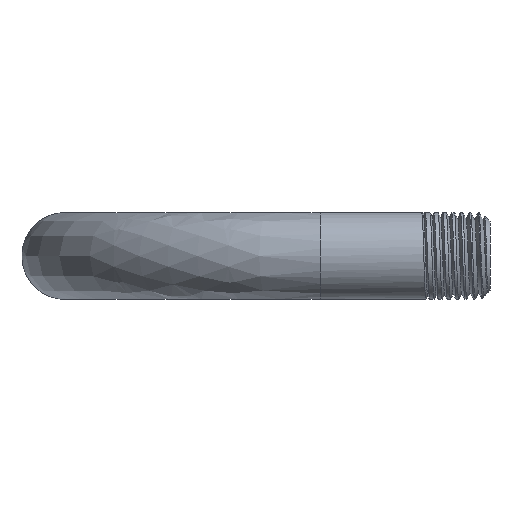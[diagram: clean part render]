
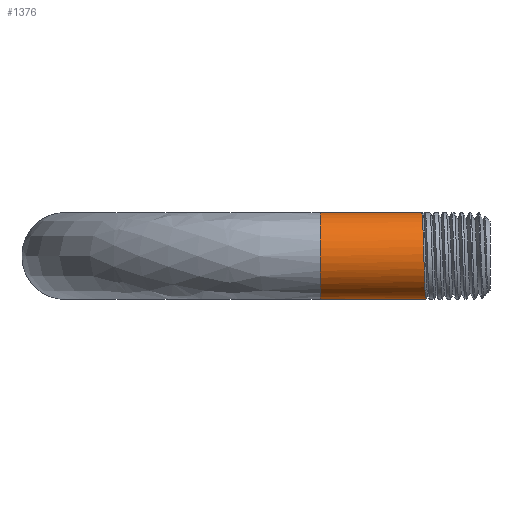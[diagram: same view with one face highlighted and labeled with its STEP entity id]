
A CAD part, left-side view. The second image highlights one B-rep face of the part: STEP entity #1376.
In plain terms, the highlighted cylindrical face has radius 5.1 mm (diameter 10.2 mm), a partial arc.
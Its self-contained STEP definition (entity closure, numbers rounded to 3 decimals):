
#28 = CARTESIAN_POINT ( 'NONE',  ( -30.668, -11.986, 5.067 ) ) ;
#29 = LINE ( 'NONE', #4023, #4088 ) ;
#49 = CARTESIAN_POINT ( 'NONE',  ( -34.839, -12.157, 1.645 ) ) ;
#74 = CARTESIAN_POINT ( 'NONE',  ( -33.111, -12.347, -4.055 ) ) ;
#284 = ORIENTED_EDGE ( 'NONE', *, *, #4969, .F. ) ;
#325 = DIRECTION ( 'NONE',  ( 0., -1., 0. ) ) ;
#507 = CARTESIAN_POINT ( 'NONE',  ( -30., 500000., 5.1 ) ) ;
#597 = CARTESIAN_POINT ( 'NONE',  ( -31.319, -12.006, 4.929 ) ) ;
#623 = CARTESIAN_POINT ( 'NONE',  ( -35.068, -12.187, 0.665 ) ) ;
#649 = ORIENTED_EDGE ( 'NONE', *, *, #3609, .T. ) ;
#651 = CARTESIAN_POINT ( 'NONE',  ( -32.554, -12.367, -4.418 ) ) ;
#853 = CIRCLE ( 'NONE', #5175, 5.1 ) ;
#1176 = CARTESIAN_POINT ( 'NONE',  ( -31.799, -12.021, 4.775 ) ) ;
#1207 = CARTESIAN_POINT ( 'NONE',  ( -35.1, -12.217, -0.331 ) ) ;
#1233 = CARTESIAN_POINT ( 'NONE',  ( -32.106, -12.383, -4.648 ) ) ;
#1296 = DIRECTION ( 'NONE',  ( 0., 0., -1. ) ) ;
#1376 = ADVANCED_FACE ( 'NONE', ( #6133 ), #3047, .T. ) ;
#1514 = VERTEX_POINT ( 'NONE', #2927 ) ;
#1652 = ORIENTED_EDGE ( 'NONE', *, *, #4388, .T. ) ;
#1708 = CARTESIAN_POINT ( 'NONE',  ( -32.555, -12.046, 4.427 ) ) ;
#1729 = CARTESIAN_POINT ( 'NONE',  ( -34.937, -12.247, -1.323 ) ) ;
#1753 = CARTESIAN_POINT ( 'NONE',  ( -31.324, -12.407, -4.936 ) ) ;
#2029 = B_SPLINE_CURVE_WITH_KNOTS ( 'NONE', 3,
 ( #6378, #2761, #28, #3798, #597, #4321, #1176, #4849, #1708, #5367, #2243, #5880, #2782, #6402, #3299, #49, #3823, #623, #4345, #1207, #4873, #1729, #5392, #2269, #5905, #2804, #6422, #3322, #74, #3851, #651, #4368, #1233, #4899, #1753, #5416, #2300, #5928 ),
 .UNSPECIFIED., .F., .F.,
 ( 4, 2, 2, 2, 2, 2, 2, 2, 2, 2, 2, 2, 2, 2, 2, 2, 2, 2, 4 ),
 ( 0., 0.001, 0.001, 0.002, 0.003, 0.004, 0.005, 0.006, 0.007, 0.008, 0.009, 0.01, 0.011, 0.012, 0.013, 0.013, 0.014, 0.015, 0.016 ),
 .UNSPECIFIED. ) ;
#2243 = CARTESIAN_POINT ( 'NONE',  ( -33.372, -12.076, 3.841 ) ) ;
#2269 = CARTESIAN_POINT ( 'NONE',  ( -34.585, -12.277, -2.258 ) ) ;
#2300 = CARTESIAN_POINT ( 'NONE',  ( -30.333, -12.438, -5.1 ) ) ;
#2512 = VERTEX_POINT ( 'NONE', #3438 ) ;
#2761 = CARTESIAN_POINT ( 'NONE',  ( -30.337, -11.976, 5.1 ) ) ;
#2782 = CARTESIAN_POINT ( 'NONE',  ( -34.053, -12.106, 3.113 ) ) ;
#2804 = CARTESIAN_POINT ( 'NONE',  ( -34.056, -12.307, -3.11 ) ) ;
#2927 = CARTESIAN_POINT ( 'NONE',  ( -30., 0., -5.1 ) ) ;
#3047 = CYLINDRICAL_SURFACE ( 'NONE', #5417, 5.1 ) ;
#3299 = CARTESIAN_POINT ( 'NONE',  ( -34.584, -12.137, 2.259 ) ) ;
#3322 = CARTESIAN_POINT ( 'NONE',  ( -33.369, -12.337, -3.843 ) ) ;
#3438 = CARTESIAN_POINT ( 'NONE',  ( -30., -12.448, -5.1 ) ) ;
#3552 = CARTESIAN_POINT ( 'NONE',  ( -30., 0., 0. ) ) ;
#3609 = EDGE_CURVE ( 'NONE', #1514, #2512, #29, .T. ) ;
#3651 = DIRECTION ( 'NONE',  ( 0., -1., 0. ) ) ;
#3791 = CARTESIAN_POINT ( 'NONE',  ( -30., -11.966, 5.1 ) ) ;
#3798 = CARTESIAN_POINT ( 'NONE',  ( -31.157, -12.001, 4.97 ) ) ;
#3823 = CARTESIAN_POINT ( 'NONE',  ( -34.937, -12.167, 1.324 ) ) ;
#3851 = CARTESIAN_POINT ( 'NONE',  ( -32.697, -12.362, -4.332 ) ) ;
#4023 = CARTESIAN_POINT ( 'NONE',  ( -30., 500000., -5.1 ) ) ;
#4078 = DIRECTION ( 'NONE',  ( 0., 0., -1. ) ) ;
#4088 = VECTOR ( 'NONE', #4545, 1000. ) ;
#4108 = VERTEX_POINT ( 'NONE', #5341 ) ;
#4321 = CARTESIAN_POINT ( 'NONE',  ( -31.639, -12.016, 4.832 ) ) ;
#4345 = CARTESIAN_POINT ( 'NONE',  ( -35.1, -12.197, 0.334 ) ) ;
#4368 = CARTESIAN_POINT ( 'NONE',  ( -32.259, -12.377, -4.576 ) ) ;
#4388 = EDGE_CURVE ( 'NONE', #4108, #1514, #853, .T. ) ;
#4545 = DIRECTION ( 'NONE',  ( 0., -1., 0. ) ) ;
#4839 = EDGE_LOOP ( 'NONE', ( #6062, #1652, #649, #284 ) ) ;
#4849 = CARTESIAN_POINT ( 'NONE',  ( -32.262, -12.036, 4.583 ) ) ;
#4850 = EDGE_CURVE ( 'NONE', #4108, #6343, #5850, .T. ) ;
#4873 = CARTESIAN_POINT ( 'NONE',  ( -35.067, -12.227, -0.669 ) ) ;
#4899 = CARTESIAN_POINT ( 'NONE',  ( -31.642, -12.398, -4.84 ) ) ;
#4969 = EDGE_CURVE ( 'NONE', #6343, #2512, #2029, .T. ) ;
#5175 = AXIS2_PLACEMENT_3D ( 'NONE', #3552, #325, #4078 ) ;
#5341 = CARTESIAN_POINT ( 'NONE',  ( -30., 0., 5.1 ) ) ;
#5367 = CARTESIAN_POINT ( 'NONE',  ( -33.109, -12.066, 4.056 ) ) ;
#5392 = CARTESIAN_POINT ( 'NONE',  ( -34.84, -12.257, -1.641 ) ) ;
#5416 = CARTESIAN_POINT ( 'NONE',  ( -30.671, -12.427, -5.067 ) ) ;
#5417 = AXIS2_PLACEMENT_3D ( 'NONE', #5922, #5832, #1296 ) ;
#5832 = DIRECTION ( 'NONE',  ( 0., -1., 0. ) ) ;
#5850 = LINE ( 'NONE', #507, #6589 ) ;
#5880 = CARTESIAN_POINT ( 'NONE',  ( -33.842, -12.096, 3.37 ) ) ;
#5905 = CARTESIAN_POINT ( 'NONE',  ( -34.425, -12.287, -2.557 ) ) ;
#5922 = CARTESIAN_POINT ( 'NONE',  ( -30., 500000., 0. ) ) ;
#5928 = CARTESIAN_POINT ( 'NONE',  ( -30., -12.448, -5.1 ) ) ;
#6062 = ORIENTED_EDGE ( 'NONE', *, *, #4850, .F. ) ;
#6133 = FACE_OUTER_BOUND ( 'NONE', #4839, .T. ) ;
#6343 = VERTEX_POINT ( 'NONE', #3791 ) ;
#6378 = CARTESIAN_POINT ( 'NONE',  ( -30., -11.966, 5.1 ) ) ;
#6402 = CARTESIAN_POINT ( 'NONE',  ( -34.426, -12.126, 2.556 ) ) ;
#6422 = CARTESIAN_POINT ( 'NONE',  ( -33.845, -12.317, -3.367 ) ) ;
#6589 = VECTOR ( 'NONE', #3651, 1000. ) ;
